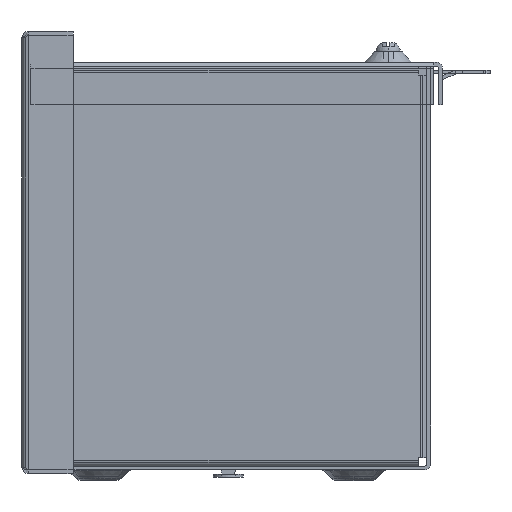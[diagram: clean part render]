
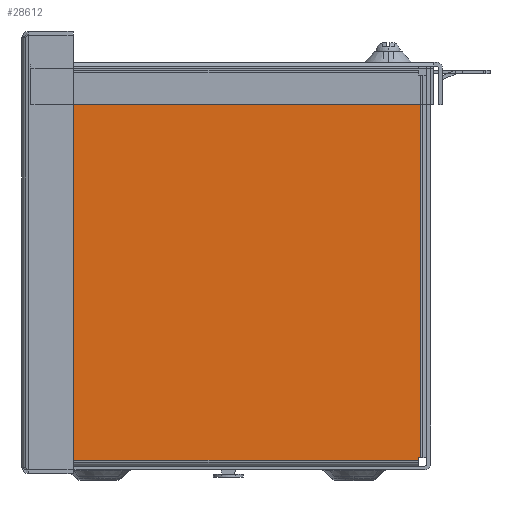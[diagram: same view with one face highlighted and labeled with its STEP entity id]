
A CAD part, left-side view. The second image highlights one B-rep face of the part: STEP entity #28612.
In plain terms, the highlighted planar face has unit normal (-1, 0, 0).
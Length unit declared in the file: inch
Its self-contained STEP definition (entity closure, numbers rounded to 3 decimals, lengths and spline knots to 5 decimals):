
#107 = ORIENTED_EDGE ( 'NONE', *, *, #40417, .T. ) ;
#408 = CARTESIAN_POINT ( 'NONE',  ( -36., 2.8265, 5.837 ) ) ;
#539 = VECTOR ( 'NONE', #28280, 39.37008 ) ;
#1094 = CARTESIAN_POINT ( 'NONE',  ( -36., -2.7895, 5.798 ) ) ;
#1112 = EDGE_CURVE ( 'NONE', #28002, #20154, #11082, .T. ) ;
#1122 = CARTESIAN_POINT ( 'NONE',  ( -36., -2.9145, 0.143 ) ) ;
#1306 = DIRECTION ( 'NONE',  ( 0., -1., 0. ) ) ;
#1849 = LINE ( 'NONE', #26914, #41840 ) ;
#1858 = VECTOR ( 'NONE', #25674, 39.37008 ) ;
#1956 = CARTESIAN_POINT ( 'NONE',  ( -36., 2.8655, 5.923 ) ) ;
#2204 = LINE ( 'NONE', #35881, #29987 ) ;
#2470 = EDGE_CURVE ( 'NONE', #40554, #8729, #35505, .T. ) ;
#2612 = CARTESIAN_POINT ( 'NONE',  ( -36., 2.8265, 5.798 ) ) ;
#3257 = CARTESIAN_POINT ( 'NONE',  ( -36., 2.8655, 0.182 ) ) ;
#3633 = VECTOR ( 'NONE', #30298, 39.37008 ) ;
#4565 = CARTESIAN_POINT ( 'NONE',  ( -36., -2.8285, 5.923 ) ) ;
#6709 = CARTESIAN_POINT ( 'NONE',  ( -36., 2.8265, 0.057 ) ) ;
#6990 = VERTEX_POINT ( 'NONE', #2612 ) ;
#7022 = EDGE_CURVE ( 'NONE', #22943, #32313, #12141, .T. ) ;
#7451 = DIRECTION ( 'NONE',  ( 0., -1., 0. ) ) ;
#8049 = AXIS2_PLACEMENT_3D ( 'NONE', #29517, #36711, #33328 ) ;
#8128 = EDGE_CURVE ( 'NONE', #32313, #33434, #42831, .T. ) ;
#8482 = CARTESIAN_POINT ( 'NONE',  ( -36., -2.9145, 5.837 ) ) ;
#8729 = VERTEX_POINT ( 'NONE', #19308 ) ;
#8776 = VECTOR ( 'NONE', #33440, 39.37008 ) ;
#8910 = CARTESIAN_POINT ( 'NONE',  ( -36., -2.7895, 0.143 ) ) ;
#9229 = ORIENTED_EDGE ( 'NONE', *, *, #40278, .T. ) ;
#9551 = CARTESIAN_POINT ( 'NONE',  ( -36., 2.8265, 0.143 ) ) ;
#9606 = ORIENTED_EDGE ( 'NONE', *, *, #20036, .T. ) ;
#11082 = LINE ( 'NONE', #1122, #34227 ) ;
#12141 = LINE ( 'NONE', #1956, #23346 ) ;
#12390 = ORIENTED_EDGE ( 'NONE', *, *, #8128, .T. ) ;
#12834 = CARTESIAN_POINT ( 'NONE',  ( -36., -2.7895, 0.182 ) ) ;
#14712 = CARTESIAN_POINT ( 'NONE',  ( -36., 2.8265, 5.798 ) ) ;
#15638 = LINE ( 'NONE', #33665, #3633 ) ;
#15706 = LINE ( 'NONE', #8482, #1858 ) ;
#15958 = DIRECTION ( 'NONE',  ( 0., 0., -1. ) ) ;
#16371 = EDGE_CURVE ( 'NONE', #6990, #22943, #1849, .T. ) ;
#16408 = EDGE_CURVE ( 'NONE', #19077, #21009, #15638, .T. ) ;
#16636 = CARTESIAN_POINT ( 'NONE',  ( -36., 2.8655, 5.798 ) ) ;
#19077 = VERTEX_POINT ( 'NONE', #1094 ) ;
#19308 = CARTESIAN_POINT ( 'NONE',  ( -36., -2.8285, 5.798 ) ) ;
#20036 = EDGE_CURVE ( 'NONE', #21009, #36779, #15706, .T. ) ;
#20154 = VERTEX_POINT ( 'NONE', #8910 ) ;
#20597 = LINE ( 'NONE', #21049, #31351 ) ;
#20909 = ORIENTED_EDGE ( 'NONE', *, *, #16408, .T. ) ;
#21009 = VERTEX_POINT ( 'NONE', #34908 ) ;
#21049 = CARTESIAN_POINT ( 'NONE',  ( -36., -2.7895, 5.798 ) ) ;
#21367 = VECTOR ( 'NONE', #26620, 39.37008 ) ;
#21411 = EDGE_LOOP ( 'NONE', ( #28657, #107, #9229, #42806, #28479, #20909, #9606, #24477, #34712, #34111, #12390, #37011 ) ) ;
#21888 = EDGE_CURVE ( 'NONE', #36779, #6990, #42470, .T. ) ;
#22943 = VERTEX_POINT ( 'NONE', #16636 ) ;
#23236 = DIRECTION ( 'NONE',  ( 0., 0., -1. ) ) ;
#23285 = VERTEX_POINT ( 'NONE', #30755 ) ;
#23346 = VECTOR ( 'NONE', #15958, 39.37008 ) ;
#24477 = ORIENTED_EDGE ( 'NONE', *, *, #21888, .T. ) ;
#25674 = DIRECTION ( 'NONE',  ( 0., 1., 0. ) ) ;
#25712 = PLANE ( 'NONE',  #8049 ) ;
#26620 = DIRECTION ( 'NONE',  ( 0., 0., 1. ) ) ;
#26914 = CARTESIAN_POINT ( 'NONE',  ( -36., 2.9515, 5.798 ) ) ;
#28002 = VERTEX_POINT ( 'NONE', #9551 ) ;
#28280 = DIRECTION ( 'NONE',  ( 0., 0., -1. ) ) ;
#28479 = ORIENTED_EDGE ( 'NONE', *, *, #39053, .T. ) ;
#28612 = ADVANCED_FACE ( 'NONE', ( #36926 ), #25712, .T. ) ;
#28657 = ORIENTED_EDGE ( 'NONE', *, *, #1112, .T. ) ;
#29517 = CARTESIAN_POINT ( 'NONE',  ( -36., -2.9145, 5.923 ) ) ;
#29914 = VECTOR ( 'NONE', #1306, 39.37008 ) ;
#29987 = VECTOR ( 'NONE', #39036, 39.37008 ) ;
#30298 = DIRECTION ( 'NONE',  ( 0., 0., 1. ) ) ;
#30433 = LINE ( 'NONE', #12834, #21367 ) ;
#30600 = VECTOR ( 'NONE', #23236, 39.37008 ) ;
#30755 = CARTESIAN_POINT ( 'NONE',  ( -36., -2.7895, 0.182 ) ) ;
#31113 = CARTESIAN_POINT ( 'NONE',  ( -36., -2.8285, 0.182 ) ) ;
#31351 = VECTOR ( 'NONE', #34799, 39.37008 ) ;
#32313 = VERTEX_POINT ( 'NONE', #3257 ) ;
#32458 = CARTESIAN_POINT ( 'NONE',  ( -36., 2.8265, 0.182 ) ) ;
#33328 = DIRECTION ( 'NONE',  ( 0., 1., 0. ) ) ;
#33434 = VERTEX_POINT ( 'NONE', #38155 ) ;
#33440 = DIRECTION ( 'NONE',  ( 0., 0., 1. ) ) ;
#33665 = CARTESIAN_POINT ( 'NONE',  ( -36., -2.7895, 5.923 ) ) ;
#34111 = ORIENTED_EDGE ( 'NONE', *, *, #7022, .T. ) ;
#34227 = VECTOR ( 'NONE', #7451, 39.37008 ) ;
#34712 = ORIENTED_EDGE ( 'NONE', *, *, #16371, .T. ) ;
#34799 = DIRECTION ( 'NONE',  ( 0., 1., 0. ) ) ;
#34908 = CARTESIAN_POINT ( 'NONE',  ( -36., -2.7895, 5.837 ) ) ;
#35505 = LINE ( 'NONE', #4565, #8776 ) ;
#35881 = CARTESIAN_POINT ( 'NONE',  ( -36., -2.9145, 0.182 ) ) ;
#36711 = DIRECTION ( 'NONE',  ( -1., 0., 0. ) ) ;
#36779 = VERTEX_POINT ( 'NONE', #408 ) ;
#36926 = FACE_OUTER_BOUND ( 'NONE', #21411, .T. ) ;
#37011 = ORIENTED_EDGE ( 'NONE', *, *, #41649, .T. ) ;
#38155 = CARTESIAN_POINT ( 'NONE',  ( -36., 2.8265, 0.182 ) ) ;
#39036 = DIRECTION ( 'NONE',  ( 0., -1., 0. ) ) ;
#39053 = EDGE_CURVE ( 'NONE', #8729, #19077, #20597, .T. ) ;
#40278 = EDGE_CURVE ( 'NONE', #23285, #40554, #2204, .T. ) ;
#40417 = EDGE_CURVE ( 'NONE', #20154, #23285, #30433, .T. ) ;
#40554 = VERTEX_POINT ( 'NONE', #31113 ) ;
#41032 = LINE ( 'NONE', #6709, #30600 ) ;
#41649 = EDGE_CURVE ( 'NONE', #33434, #28002, #41032, .T. ) ;
#41840 = VECTOR ( 'NONE', #43166, 39.37008 ) ;
#42470 = LINE ( 'NONE', #14712, #539 ) ;
#42806 = ORIENTED_EDGE ( 'NONE', *, *, #2470, .T. ) ;
#42831 = LINE ( 'NONE', #32458, #29914 ) ;
#43166 = DIRECTION ( 'NONE',  ( 0., 1., 0. ) ) ;
